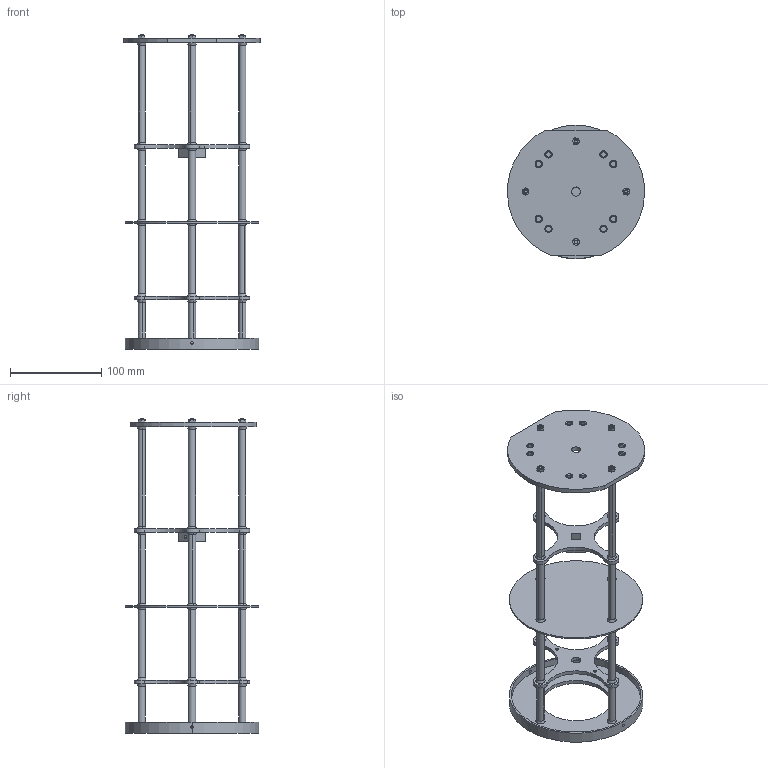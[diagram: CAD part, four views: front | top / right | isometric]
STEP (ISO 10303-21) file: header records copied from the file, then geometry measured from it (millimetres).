
FILE_DESCRIPTION (( 'STEP AP214' ), '1' );
FILE_NAME ('Cansat_Simu.STEP', '2025-01-10T10:35:21', ( '' ), ( '' ), 'SwSTEP 2.0', 'SolidWorks 2024', '' );
FILE_SCHEMA (( 'AUTOMOTIVE_DESIGN' ));
Length unit declared in the file: millimetre
Products named in the file (11): Mechanical Plate; Parachute Plate V2; rod; Stud Spacer_M4x111.4L; hex nut style 1 gradeab_iso_ISO - 4032 - M4 - D - N; Cansat_Simu; Stud Spacer_M4x50L; BottomPlate; Stud Spacer_M4x80L; CameraPlate; PCBPlate
Assembly tree (33 placements, depth 2):
  Cansat_Simu
    BottomPlate
    hex nut style 1 gradeab_iso_ISO - 4032 - M4 - D - N  x8
    rod  x4
    Stud Spacer_M4x50L  x4
    CameraPlate
    Stud Spacer_M4x80L  x8
    PCBPlate
    Mechanical Plate
    Stud Spacer_M4x111.4L  x4
    Parachute Plate V2
Bounding box: 149.82 x 146 x 344 mm (x, y, z)
Volume: 257366.4 mm3; surface area: 191288.3 mm2
Topology: 33 solids, 33 shells, 588 faces, 1320 edges, 800 vertices
Faces by surface type: cylinder 210, cone 192, plane 154, torus 32
Entity records: 8636 total; most frequent: CARTESIAN_POINT 1814, DIRECTION 1468, ORIENTED_EDGE 1244, EDGE_CURVE 622, AXIS2_PLACEMENT_3D 608, VERTEX_POINT 394, EDGE_LOOP 338, CIRCLE 322
